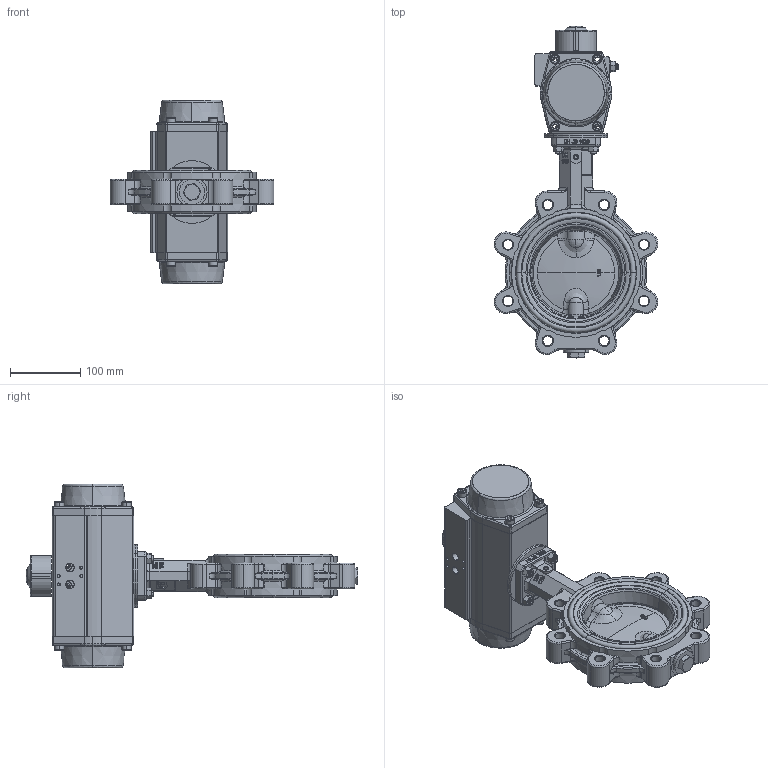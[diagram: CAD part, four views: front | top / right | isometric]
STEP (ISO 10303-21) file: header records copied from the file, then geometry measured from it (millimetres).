
FILE_DESCRIPTION (( 'STEP AP203' ), '1' );
FILE_NAME ('AK02_DN125_GD_pneu..STEP', '2022-11-04T07:14:36', ( '' ), ( '' ), 'SwSTEP 2.0', 'SolidWorks 2021', '' );
FILE_SCHEMA (( 'CONFIG_CONTROL_DESIGN' ));
Length unit declared in the file: metre
Products named in the file (1): AK02_DN125_GD_pneu.
Bounding box: 233.56 x 473.69 x 262 mm (x, y, z)
Surface area: 332865 mm2 (no closed solid volume)
Topology: 0 solids, 356 shells, 1167 faces, 4300 edges, 3448 vertices
Faces by surface type: cylinder 375, plane 368, torus 164, cone 136, bspline 111, sphere 13
Entity records: 72739 total; most frequent: CARTESIAN_POINT 38122, DIRECTION 6810, ORIENTED_EDGE 6176, EDGE_CURVE 4289, VERTEX_POINT 3447, AXIS2_PLACEMENT_3D 2505, VECTOR 1800, LINE 1800
